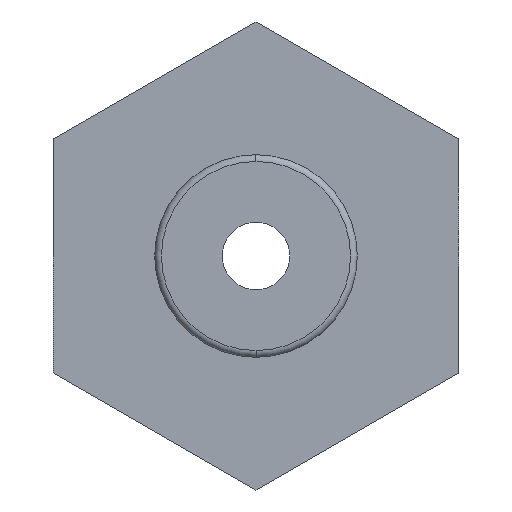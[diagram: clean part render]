
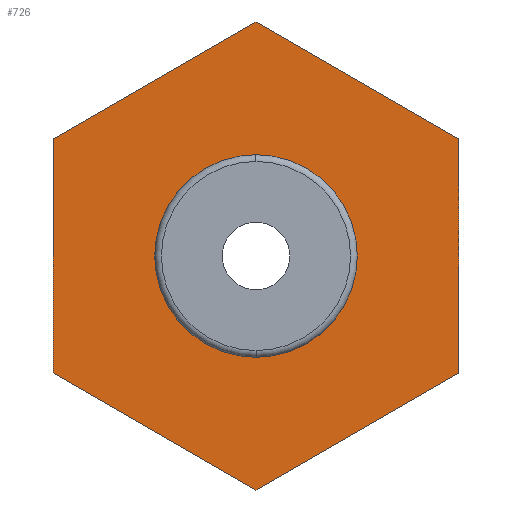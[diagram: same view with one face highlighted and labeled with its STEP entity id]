
A CAD part, front view. The second image highlights one B-rep face of the part: STEP entity #726.
In plain terms, the highlighted planar face has unit normal (0, -1, 0).
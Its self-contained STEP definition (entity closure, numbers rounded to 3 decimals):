
#1 = LINE ( 'NONE', #537, #8 ) ;
#2 = LINE ( 'NONE', #533, #13 ) ;
#4 = VECTOR ( 'NONE', #699, 1000. ) ;
#8 = VECTOR ( 'NONE', #667, 1000. ) ;
#10 = VECTOR ( 'NONE', #683, 1000. ) ;
#12 = LINE ( 'NONE', #503, #10 ) ;
#13 = VECTOR ( 'NONE', #534, 1000. ) ;
#14 = LINE ( 'NONE', #500, #4 ) ;
#18 = CIRCLE ( 'NONE', #98, 3. ) ;
#21 = CIRCLE ( 'NONE', #111, 3. ) ;
#52 = AXIS2_PLACEMENT_3D ( 'NONE', #598, #640, #639 ) ;
#91 = EDGE_CURVE ( 'NONE', #443, #448, #240, .T. ) ;
#92 = EDGE_CURVE ( 'NONE', #436, #433, #235, .T. ) ;
#94 = EDGE_CURVE ( 'NONE', #440, #460, #21, .T. ) ;
#96 = EDGE_CURVE ( 'NONE', #460, #440, #18, .T. ) ;
#98 = AXIS2_PLACEMENT_3D ( 'NONE', #390, #387, #386 ) ;
#106 = EDGE_CURVE ( 'NONE', #433, #450, #14, .T. ) ;
#107 = EDGE_CURVE ( 'NONE', #444, #443, #12, .T. ) ;
#111 = AXIS2_PLACEMENT_3D ( 'NONE', #393, #392, #391 ) ;
#163 = EDGE_LOOP ( 'NONE', ( #206, #207, #208, #209, #210, #211 ) ) ;
#184 = EDGE_LOOP ( 'NONE', ( #212, #213 ) ) ;
#206 = ORIENTED_EDGE ( 'NONE', *, *, #463, .F. ) ;
#207 = ORIENTED_EDGE ( 'NONE', *, *, #91, .F. ) ;
#208 = ORIENTED_EDGE ( 'NONE', *, *, #107, .F. ) ;
#209 = ORIENTED_EDGE ( 'NONE', *, *, #464, .F. ) ;
#210 = ORIENTED_EDGE ( 'NONE', *, *, #106, .F. ) ;
#211 = ORIENTED_EDGE ( 'NONE', *, *, #92, .F. ) ;
#212 = ORIENTED_EDGE ( 'NONE', *, *, #94, .T. ) ;
#213 = ORIENTED_EDGE ( 'NONE', *, *, #96, .T. ) ;
#232 = VECTOR ( 'NONE', #397, 1000. ) ;
#233 = VECTOR ( 'NONE', #399, 1000. ) ;
#235 = LINE ( 'NONE', #405, #232 ) ;
#240 = LINE ( 'NONE', #400, #233 ) ;
#328 = FACE_BOUND ( 'NONE', #184, .T. ) ;
#330 = FACE_OUTER_BOUND ( 'NONE', #163, .T. ) ;
#386 = DIRECTION ( 'NONE',  ( 0., 0., 1. ) ) ;
#387 = DIRECTION ( 'NONE',  ( 0., 1., 0. ) ) ;
#390 = CARTESIAN_POINT ( 'NONE',  ( 0., 6., 0. ) ) ;
#391 = DIRECTION ( 'NONE',  ( 0., 0., 1. ) ) ;
#392 = DIRECTION ( 'NONE',  ( 0., 1., 0. ) ) ;
#393 = CARTESIAN_POINT ( 'NONE',  ( 0., 6., 0. ) ) ;
#397 = DIRECTION ( 'NONE',  ( 0.866, 0., -0.5 ) ) ;
#399 = DIRECTION ( 'NONE',  ( 0., 0., 1. ) ) ;
#400 = CARTESIAN_POINT ( 'NONE',  ( -6., 6., -3.464 ) ) ;
#405 = CARTESIAN_POINT ( 'NONE',  ( 0., 6., 6.928 ) ) ;
#433 = VERTEX_POINT ( 'NONE', #540 ) ;
#436 = VERTEX_POINT ( 'NONE', #528 ) ;
#440 = VERTEX_POINT ( 'NONE', #535 ) ;
#443 = VERTEX_POINT ( 'NONE', #515 ) ;
#444 = VERTEX_POINT ( 'NONE', #509 ) ;
#448 = VERTEX_POINT ( 'NONE', #497 ) ;
#450 = VERTEX_POINT ( 'NONE', #495 ) ;
#460 = VERTEX_POINT ( 'NONE', #531 ) ;
#463 = EDGE_CURVE ( 'NONE', #448, #436, #2, .T. ) ;
#464 = EDGE_CURVE ( 'NONE', #450, #444, #1, .T. ) ;
#495 = CARTESIAN_POINT ( 'NONE',  ( 6., 6., -3.464 ) ) ;
#497 = CARTESIAN_POINT ( 'NONE',  ( -6., 6., 3.464 ) ) ;
#500 = CARTESIAN_POINT ( 'NONE',  ( 6., 6., 3.464 ) ) ;
#503 = CARTESIAN_POINT ( 'NONE',  ( 0., 6., -6.928 ) ) ;
#509 = CARTESIAN_POINT ( 'NONE',  ( 0., 6., -6.928 ) ) ;
#515 = CARTESIAN_POINT ( 'NONE',  ( -6., 6., -3.464 ) ) ;
#528 = CARTESIAN_POINT ( 'NONE',  ( 0., 6., 6.928 ) ) ;
#531 = CARTESIAN_POINT ( 'NONE',  ( 0., 6., 3. ) ) ;
#533 = CARTESIAN_POINT ( 'NONE',  ( -6., 6., 3.464 ) ) ;
#534 = DIRECTION ( 'NONE',  ( 0.866, 0., 0.5 ) ) ;
#535 = CARTESIAN_POINT ( 'NONE',  ( 0., 6., -3. ) ) ;
#537 = CARTESIAN_POINT ( 'NONE',  ( 6., 6., -3.464 ) ) ;
#540 = CARTESIAN_POINT ( 'NONE',  ( 6., 6., 3.464 ) ) ;
#598 = CARTESIAN_POINT ( 'NONE',  ( -6., 6., 3.464 ) ) ;
#601 = PLANE ( 'NONE',  #52 ) ;
#639 = DIRECTION ( 'NONE',  ( 0., 0., -1. ) ) ;
#640 = DIRECTION ( 'NONE',  ( 0., -1., 0. ) ) ;
#667 = DIRECTION ( 'NONE',  ( -0.866, 0., -0.5 ) ) ;
#683 = DIRECTION ( 'NONE',  ( -0.866, 0., 0.5 ) ) ;
#699 = DIRECTION ( 'NONE',  ( 0., 0., -1. ) ) ;
#726 = ADVANCED_FACE ( 'NONE', ( #330, #328 ), #601, .T. ) ;
